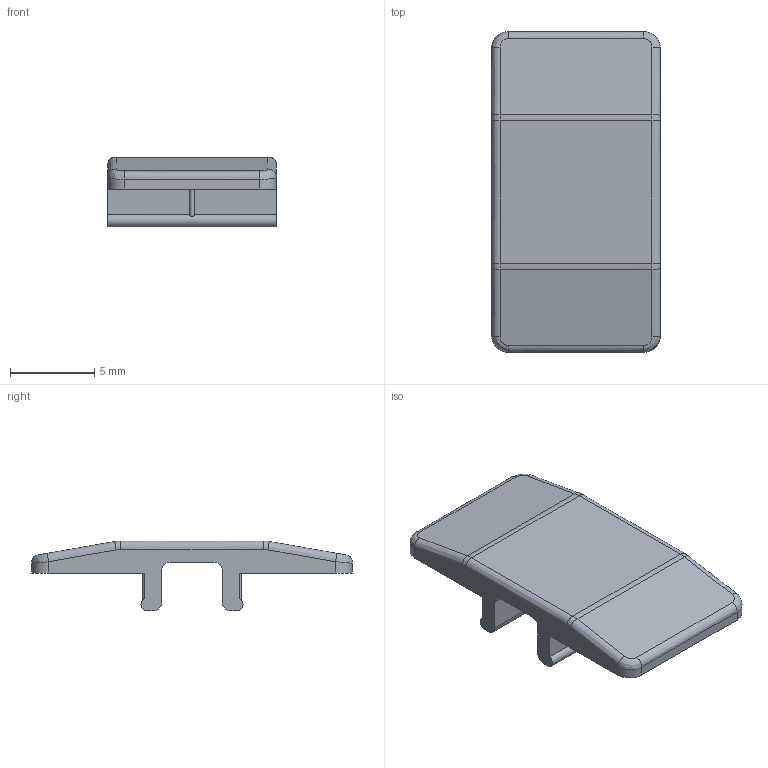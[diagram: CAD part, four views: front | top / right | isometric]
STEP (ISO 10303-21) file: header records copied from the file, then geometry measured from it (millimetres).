
FILE_DESCRIPTION(/* description */ (''),/* implementation_level */ '2;1');
FILE_NAME(/* name */ 'K8800-WC.stp',/* time_stamp */ '2017-11-30T09:57:57+01:00',/* author */ ('jange'),/* organization */ (''),/* preprocessor_version */ 'ST-DEVELOPER v17',/* originating_system */ 'Autodesk Inventor 2018',/* authorisation */ '');
FILE_SCHEMA (('AUTOMOTIVE_DESIGN { 1 0 10303 214 3 1 1 }'));
Length unit declared in the file: millimetre
Products named in the file (1): K8800-WC
Bounding box: 10 x 19 x 4.15 mm (x, y, z)
Volume: 335.8 mm3; surface area: 554.3 mm2
Topology: 1 solids, 1 shells, 48 faces, 122 edges, 76 vertices
Faces by surface type: plane 18, bspline 18, cylinder 12
Entity records: 2046 total; most frequent: CARTESIAN_POINT 936, ORIENTED_EDGE 244, DIRECTION 184, EDGE_CURVE 122, VERTEX_POINT 76, LINE 70, VECTOR 70, AXIS2_PLACEMENT_3D 57
